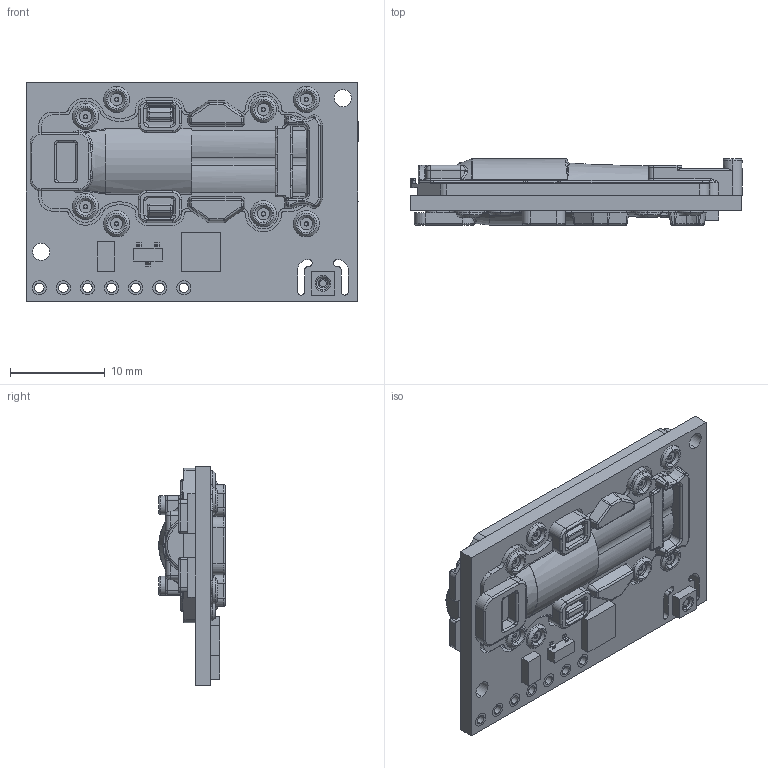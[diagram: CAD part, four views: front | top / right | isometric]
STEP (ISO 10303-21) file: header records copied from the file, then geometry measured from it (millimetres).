
FILE_DESCRIPTION (( 'STEP AP214' ), '1' );
FILE_NAME ('SCD30.STEP', '2020-12-13T14:06:32', ( '' ), ( '' ), 'SwSTEP 2.0', 'SolidWorks 2017', '' );
FILE_SCHEMA (( 'AUTOMOTIVE_DESIGN' ));
Length unit declared in the file: millimetre
Products named in the file (1): SCD30
Bounding box: 35 x 7 x 23 mm (x, y, z)
Volume: 2779.6 mm3; surface area: 3354.4 mm2
Topology: 20 solids, 20 shells, 915 faces, 2217 edges, 1334 vertices
Faces by surface type: cylinder 366, plane 278, torus 106, cone 80, bspline 54, sphere 31
Entity records: 27849 total; most frequent: CARTESIAN_POINT 6099, DIRECTION 4790, ORIENTED_EDGE 4366, EDGE_CURVE 2183, AXIS2_PLACEMENT_3D 1892, VERTEX_POINT 1334, CIRCLE 1030, LINE 1006
